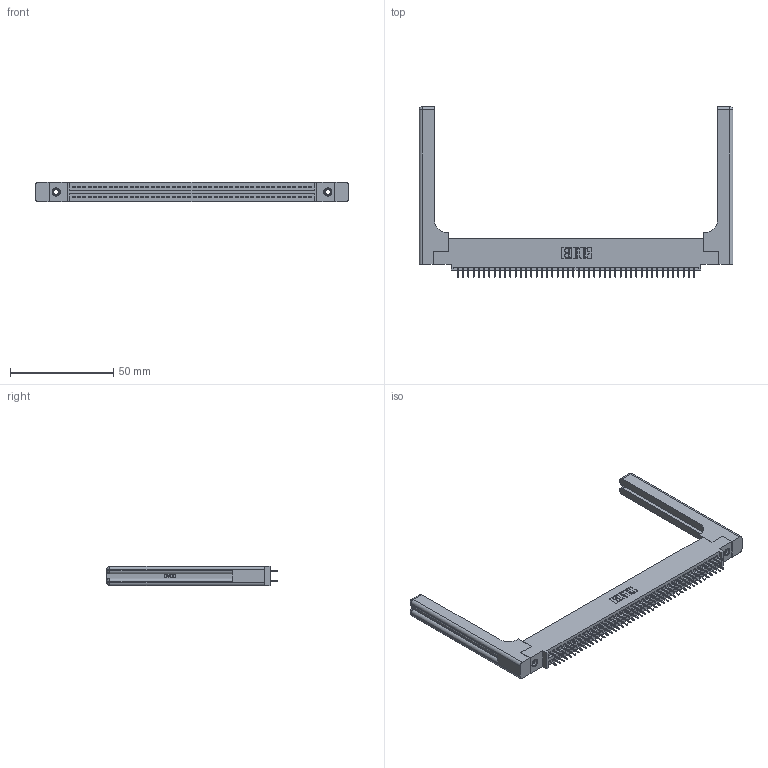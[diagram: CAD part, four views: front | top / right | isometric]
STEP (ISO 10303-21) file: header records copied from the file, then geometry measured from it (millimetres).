
FILE_DESCRIPTION (( 'STEP AP203' ), '1' );
FILE_NAME ('395-092-525-558.STEP', '2020-09-25T14:12:42', ( '' ), ( '' ), 'SwSTEP 2.0', 'SolidWorks 2020', '' );
FILE_SCHEMA (( 'CONFIG_CONTROL_DESIGN' ));
Length unit declared in the file: inch
Products named in the file (5): 395-092-525-558; 345-220-058_345-220-058; 345-292-001_345-293-125; 345 Part_0.110 Offset - 0.156 Dia-TH; 345-250-001_345-250-001-102
Assembly tree (97 placements, depth 2):
  395-092-525-558
    345 Part_0.110 Offset - 0.156 Dia-TH
    345-292-001_345-293-125  x92
    345-250-001_345-250-001-102  x2
    345-220-058_345-220-058  x2
Bounding box: 151.87 x 82.47 x 9.4 mm (x, y, z)
Volume: 23039.9 mm3; surface area: 26302.1 mm2
Topology: 97 solids, 97 shells, 5354 faces, 15095 edges, 9674 vertices
Faces by surface type: plane 3820, cylinder 1474, bspline 36, cone 12, sphere 8, torus 4
Entity records: 40942 total; most frequent: CARTESIAN_POINT 7853, ORIENTED_EDGE 6584, DIRECTION 5852, EDGE_CURVE 3292, VECTOR 2888, LINE 2888, VERTEX_POINT 2182, AXIS2_PLACEMENT_3D 1482
